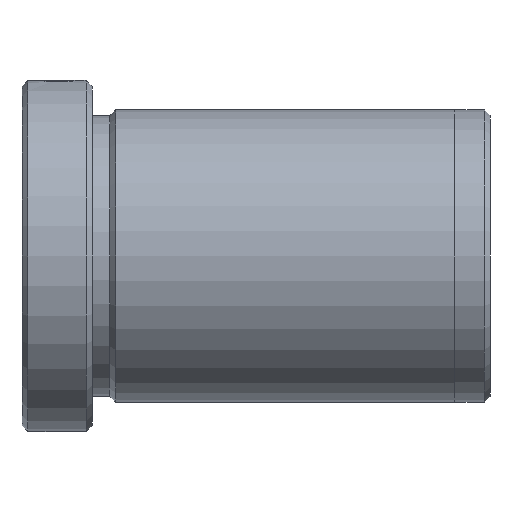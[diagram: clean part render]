
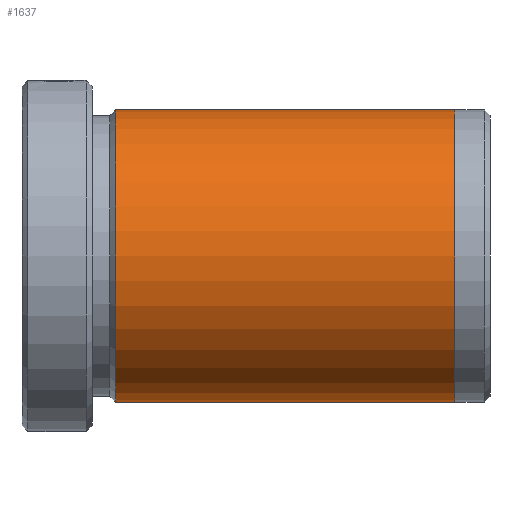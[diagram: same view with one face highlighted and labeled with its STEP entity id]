
A CAD part, left-side view. The second image highlights one B-rep face of the part: STEP entity #1637.
In plain terms, the highlighted cylindrical face has radius 12.5 mm (diameter 25 mm), a partial arc.
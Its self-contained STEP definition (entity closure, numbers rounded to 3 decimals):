
#8 = DIRECTION ( 'NONE',  ( 0., 0., 1. ) ) ;
#39 = EDGE_LOOP ( 'NONE', ( #1400, #1554, #189, #1518 ) ) ;
#51 = DIRECTION ( 'NONE',  ( 0., 1., 0. ) ) ;
#137 = EDGE_CURVE ( 'NONE', #558, #1535, #1106, .T. ) ;
#173 = CARTESIAN_POINT ( 'NONE',  ( 0., 0., 12.5 ) ) ;
#184 = CARTESIAN_POINT ( 'NONE',  ( 0., -8., 12.5 ) ) ;
#189 = ORIENTED_EDGE ( 'NONE', *, *, #231, .T. ) ;
#219 = CARTESIAN_POINT ( 'NONE',  ( 0., -37., -12.5 ) ) ;
#224 = CYLINDRICAL_SURFACE ( 'NONE', #483, 12.5 ) ;
#231 = EDGE_CURVE ( 'NONE', #558, #306, #654, .T. ) ;
#287 = VECTOR ( 'NONE', #51, 1000. ) ;
#306 = VERTEX_POINT ( 'NONE', #184 ) ;
#483 = AXIS2_PLACEMENT_3D ( 'NONE', #796, #1766, #1341 ) ;
#510 = AXIS2_PLACEMENT_3D ( 'NONE', #1537, #1533, #1398 ) ;
#558 = VERTEX_POINT ( 'NONE', #629 ) ;
#629 = CARTESIAN_POINT ( 'NONE',  ( 0., -37., 12.5 ) ) ;
#654 = LINE ( 'NONE', #173, #287 ) ;
#760 = EDGE_CURVE ( 'NONE', #1184, #306, #1390, .T. ) ;
#784 = EDGE_CURVE ( 'NONE', #1535, #1184, #1314, .T. ) ;
#796 = CARTESIAN_POINT ( 'NONE',  ( 0., 0., 0. ) ) ;
#840 = DIRECTION ( 'NONE',  ( 0., 1., 0. ) ) ;
#935 = VECTOR ( 'NONE', #1536, 1000. ) ;
#987 = AXIS2_PLACEMENT_3D ( 'NONE', #1666, #840, #8 ) ;
#1106 = CIRCLE ( 'NONE', #510, 12.5 ) ;
#1168 = CARTESIAN_POINT ( 'NONE',  ( 0., -8., -12.5 ) ) ;
#1184 = VERTEX_POINT ( 'NONE', #1168 ) ;
#1314 = LINE ( 'NONE', #1384, #935 ) ;
#1341 = DIRECTION ( 'NONE',  ( 0., 0., 1. ) ) ;
#1384 = CARTESIAN_POINT ( 'NONE',  ( 0., 0., -12.5 ) ) ;
#1390 = CIRCLE ( 'NONE', #987, 12.5 ) ;
#1398 = DIRECTION ( 'NONE',  ( 0., 0., -1. ) ) ;
#1400 = ORIENTED_EDGE ( 'NONE', *, *, #784, .F. ) ;
#1518 = ORIENTED_EDGE ( 'NONE', *, *, #760, .F. ) ;
#1533 = DIRECTION ( 'NONE',  ( 0., -1., 0. ) ) ;
#1535 = VERTEX_POINT ( 'NONE', #219 ) ;
#1536 = DIRECTION ( 'NONE',  ( 0., 1., 0. ) ) ;
#1537 = CARTESIAN_POINT ( 'NONE',  ( 0., -37., 0. ) ) ;
#1554 = ORIENTED_EDGE ( 'NONE', *, *, #137, .F. ) ;
#1637 = ADVANCED_FACE ( 'NONE', ( #1705 ), #224, .T. ) ;
#1666 = CARTESIAN_POINT ( 'NONE',  ( 0., -8., 0. ) ) ;
#1705 = FACE_OUTER_BOUND ( 'NONE', #39, .T. ) ;
#1766 = DIRECTION ( 'NONE',  ( 0., 1., 0. ) ) ;
